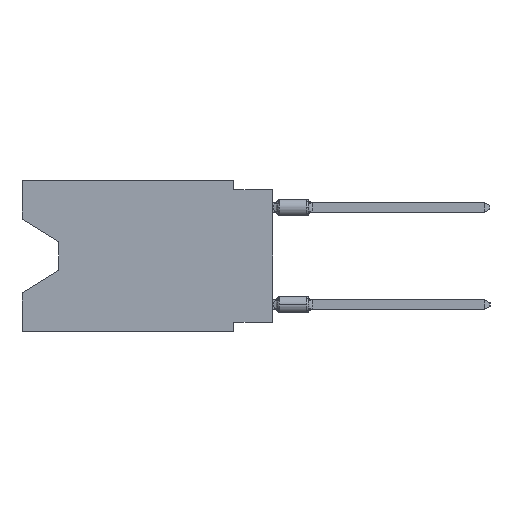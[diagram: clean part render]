
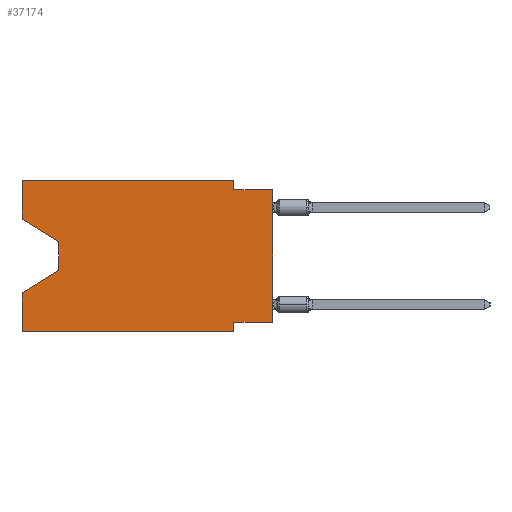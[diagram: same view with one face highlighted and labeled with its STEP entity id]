
A CAD part, left-side view. The second image highlights one B-rep face of the part: STEP entity #37174.
In plain terms, the highlighted planar face has unit normal (-1, 0, 0).
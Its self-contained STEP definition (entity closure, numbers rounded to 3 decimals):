
#394 = VERTEX_POINT ( 'NONE', #3142 ) ;
#2186 = ORIENTED_EDGE ( 'NONE', *, *, #10213, .F. ) ;
#2228 = CARTESIAN_POINT ( 'NONE',  ( 0., 13.97, -4.013 ) ) ;
#3142 = CARTESIAN_POINT ( 'NONE',  ( 0., 13.97, -4.013 ) ) ;
#3175 = EDGE_CURVE ( 'NONE', #29324, #15821, #40438, .T. ) ;
#3794 = DIRECTION ( 'NONE',  ( 0., 0., 1. ) ) ;
#4255 = CARTESIAN_POINT ( 'NONE',  ( 0., 16.383, -2.546 ) ) ;
#4807 = DIRECTION ( 'NONE',  ( 0., -0.855, -0.519 ) ) ;
#4991 = ORIENTED_EDGE ( 'NONE', *, *, #7332, .F. ) ;
#5498 = CARTESIAN_POINT ( 'NONE',  ( 0., 2.54, -9.271 ) ) ;
#5706 = VECTOR ( 'NONE', #27555, 1000. ) ;
#5797 = ORIENTED_EDGE ( 'NONE', *, *, #28197, .T. ) ;
#6224 = VECTOR ( 'NONE', #47768, 1000. ) ;
#7332 = EDGE_CURVE ( 'NONE', #51128, #36379, #18857, .T. ) ;
#7782 = DIRECTION ( 'NONE',  ( 1., 0., 0. ) ) ;
#7905 = EDGE_LOOP ( 'NONE', ( #18471, #43901, #17843, #49778, #5797, #4991, #19626, #12139, #36207, #19583, #50250, #2186 ) ) ;
#8360 = CARTESIAN_POINT ( 'NONE',  ( 0., 16.383, 0. ) ) ;
#8779 = EDGE_CURVE ( 'NONE', #29287, #14942, #35236, .T. ) ;
#9107 = DIRECTION ( 'NONE',  ( 0., 0., -1. ) ) ;
#9291 = LINE ( 'NONE', #10386, #23097 ) ;
#9373 = VERTEX_POINT ( 'NONE', #4255 ) ;
#9450 = LINE ( 'NONE', #8360, #39660 ) ;
#10213 = EDGE_CURVE ( 'NONE', #9373, #37766, #47198, .T. ) ;
#10386 = CARTESIAN_POINT ( 'NONE',  ( 0., 0., -9.271 ) ) ;
#12139 = ORIENTED_EDGE ( 'NONE', *, *, #19580, .T. ) ;
#13815 = CARTESIAN_POINT ( 'NONE',  ( 0., 0., -9.271 ) ) ;
#14385 = VECTOR ( 'NONE', #53155, 1000. ) ;
#14581 = VECTOR ( 'NONE', #4807, 1000. ) ;
#14942 = VERTEX_POINT ( 'NONE', #31653 ) ;
#15821 = VERTEX_POINT ( 'NONE', #28463 ) ;
#15855 = PLANE ( 'NONE',  #54065 ) ;
#16315 = CARTESIAN_POINT ( 'NONE',  ( 0., 16.383, 0. ) ) ;
#16881 = CARTESIAN_POINT ( 'NONE',  ( 0., 16.383, 0. ) ) ;
#17843 = ORIENTED_EDGE ( 'NONE', *, *, #29737, .T. ) ;
#18471 = ORIENTED_EDGE ( 'NONE', *, *, #45231, .T. ) ;
#18770 = VECTOR ( 'NONE', #3794, 1000. ) ;
#18857 = LINE ( 'NONE', #35841, #55012 ) ;
#19263 = CARTESIAN_POINT ( 'NONE',  ( 0., 16.383, 0. ) ) ;
#19467 = LINE ( 'NONE', #27256, #14385 ) ;
#19580 = EDGE_CURVE ( 'NONE', #37867, #14942, #44754, .T. ) ;
#19583 = ORIENTED_EDGE ( 'NONE', *, *, #44695, .F. ) ;
#19626 = ORIENTED_EDGE ( 'NONE', *, *, #24623, .F. ) ;
#19746 = LINE ( 'NONE', #2228, #5706 ) ;
#20864 = VECTOR ( 'NONE', #53512, 1000. ) ;
#21501 = CARTESIAN_POINT ( 'NONE',  ( 0., 16.383, -2.546 ) ) ;
#21545 = CARTESIAN_POINT ( 'NONE',  ( 0., 13.97, -5.893 ) ) ;
#21602 = CARTESIAN_POINT ( 'NONE',  ( 0., 2.54, -0.635 ) ) ;
#23097 = VECTOR ( 'NONE', #48527, 1000. ) ;
#23287 = DIRECTION ( 'NONE',  ( 0., 0., -1. ) ) ;
#24190 = FACE_OUTER_BOUND ( 'NONE', #7905, .T. ) ;
#24623 = EDGE_CURVE ( 'NONE', #37867, #51128, #9291, .T. ) ;
#24748 = DIRECTION ( 'NONE',  ( 0., 0., -1. ) ) ;
#25797 = LINE ( 'NONE', #51144, #43031 ) ;
#26868 = CARTESIAN_POINT ( 'NONE',  ( 0., 0., -0.635 ) ) ;
#27256 = CARTESIAN_POINT ( 'NONE',  ( 0., 16.383, -9.906 ) ) ;
#27555 = DIRECTION ( 'NONE',  ( 0., 0., -1. ) ) ;
#28197 = EDGE_CURVE ( 'NONE', #29324, #36379, #19467, .T. ) ;
#28463 = CARTESIAN_POINT ( 'NONE',  ( 0., 16.383, -7.36 ) ) ;
#28601 = VERTEX_POINT ( 'NONE', #34462 ) ;
#29287 = VERTEX_POINT ( 'NONE', #21602 ) ;
#29324 = VERTEX_POINT ( 'NONE', #38610 ) ;
#29737 = EDGE_CURVE ( 'NONE', #39052, #15821, #47447, .T. ) ;
#31653 = CARTESIAN_POINT ( 'NONE',  ( 0., 0., -0.635 ) ) ;
#31766 = EDGE_CURVE ( 'NONE', #37766, #28601, #9450, .T. ) ;
#32215 = DIRECTION ( 'NONE',  ( 0., 0., 1. ) ) ;
#32390 = VECTOR ( 'NONE', #43560, 1000. ) ;
#34462 = CARTESIAN_POINT ( 'NONE',  ( 0., 2.54, 0. ) ) ;
#35236 = LINE ( 'NONE', #26868, #6224 ) ;
#35841 = CARTESIAN_POINT ( 'NONE',  ( 0., 2.54, -9.906 ) ) ;
#36120 = CARTESIAN_POINT ( 'NONE',  ( 0., 0., 0. ) ) ;
#36207 = ORIENTED_EDGE ( 'NONE', *, *, #8779, .F. ) ;
#36379 = VERTEX_POINT ( 'NONE', #45245 ) ;
#36997 = VECTOR ( 'NONE', #32215, 1000. ) ;
#37174 = ADVANCED_FACE ( 'NONE', ( #24190 ), #15855, .F. ) ;
#37766 = VERTEX_POINT ( 'NONE', #16881 ) ;
#37867 = VERTEX_POINT ( 'NONE', #13815 ) ;
#38610 = CARTESIAN_POINT ( 'NONE',  ( 0., 16.383, -9.906 ) ) ;
#39052 = VERTEX_POINT ( 'NONE', #49486 ) ;
#39660 = VECTOR ( 'NONE', #47320, 1000. ) ;
#40438 = LINE ( 'NONE', #19263, #20864 ) ;
#43031 = VECTOR ( 'NONE', #9107, 1000. ) ;
#43560 = DIRECTION ( 'NONE',  ( 0., 0.855, -0.519 ) ) ;
#43901 = ORIENTED_EDGE ( 'NONE', *, *, #52091, .T. ) ;
#44695 = EDGE_CURVE ( 'NONE', #28601, #29287, #25797, .T. ) ;
#44754 = LINE ( 'NONE', #36120, #36997 ) ;
#45231 = EDGE_CURVE ( 'NONE', #9373, #394, #51018, .T. ) ;
#45245 = CARTESIAN_POINT ( 'NONE',  ( 0., 2.54, -9.906 ) ) ;
#45386 = CARTESIAN_POINT ( 'NONE',  ( 0., 16.383, 0. ) ) ;
#47198 = LINE ( 'NONE', #16315, #18770 ) ;
#47320 = DIRECTION ( 'NONE',  ( 0., -1., 0. ) ) ;
#47447 = LINE ( 'NONE', #21545, #32390 ) ;
#47768 = DIRECTION ( 'NONE',  ( 0., -1., 0. ) ) ;
#48527 = DIRECTION ( 'NONE',  ( 0., 1., 0. ) ) ;
#49486 = CARTESIAN_POINT ( 'NONE',  ( 0., 13.97, -5.893 ) ) ;
#49778 = ORIENTED_EDGE ( 'NONE', *, *, #3175, .F. ) ;
#50250 = ORIENTED_EDGE ( 'NONE', *, *, #31766, .F. ) ;
#51018 = LINE ( 'NONE', #21501, #14581 ) ;
#51128 = VERTEX_POINT ( 'NONE', #5498 ) ;
#51144 = CARTESIAN_POINT ( 'NONE',  ( 0., 2.54, 0. ) ) ;
#52091 = EDGE_CURVE ( 'NONE', #394, #39052, #19746, .T. ) ;
#53155 = DIRECTION ( 'NONE',  ( 0., -1., 0. ) ) ;
#53512 = DIRECTION ( 'NONE',  ( 0., 0., 1. ) ) ;
#54065 = AXIS2_PLACEMENT_3D ( 'NONE', #45386, #7782, #24748 ) ;
#55012 = VECTOR ( 'NONE', #23287, 1000. ) ;
